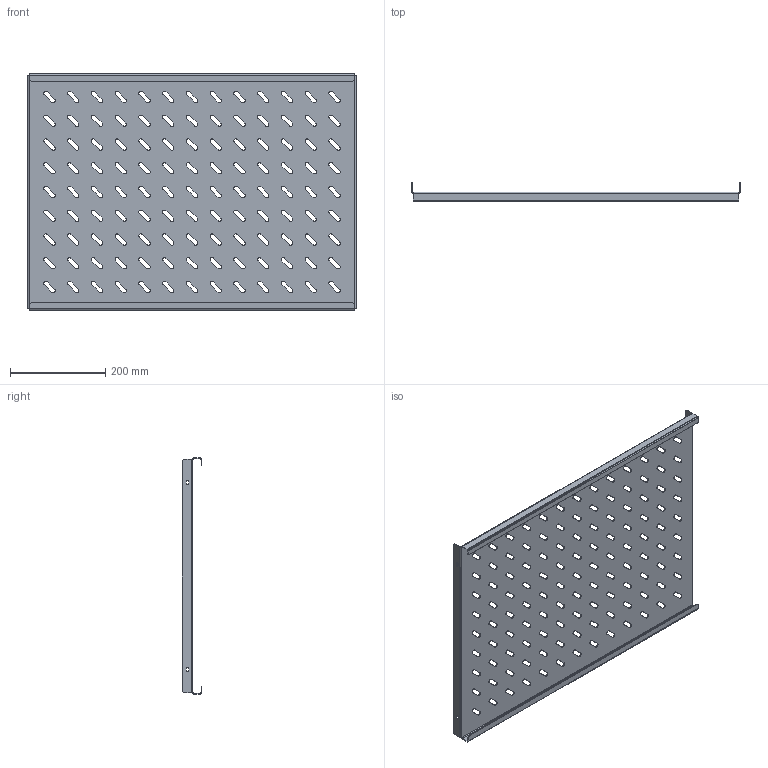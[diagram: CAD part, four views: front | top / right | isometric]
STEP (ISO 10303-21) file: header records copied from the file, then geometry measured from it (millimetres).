
FILE_DESCRIPTION (( 'STEP AP214' ), '1' );
FILE_NAME ('945.287.STEP', '2024-09-23T06:23:29', ( '' ), ( '' ), 'SwSTEP 2.0', 'SolidWorks 2021', '' );
FILE_SCHEMA (( 'AUTOMOTIVE_DESIGN' ));
Length unit declared in the file: millimetre
Products named in the file (1): 945.287
Bounding box: 692 x 41 x 497 mm (x, y, z)
Volume: 564124 mm3; surface area: 768561.3 mm2
Topology: 1 solids, 1 shells, 653 faces, 1925 edges, 1274 vertices
Faces by surface type: cylinder 379, plane 274
Entity records: 22531 total; most frequent: DIRECTION 3991, CARTESIAN_POINT 3853, ORIENTED_EDGE 3850, EDGE_CURVE 1925, AXIS2_PLACEMENT_3D 1412, VERTEX_POINT 1274, LINE 1167, VECTOR 1167
